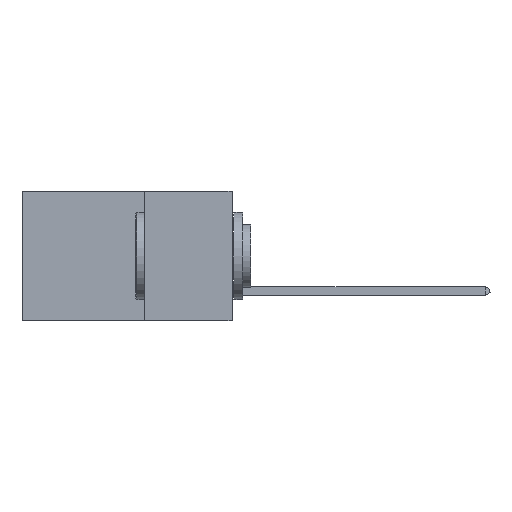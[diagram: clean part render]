
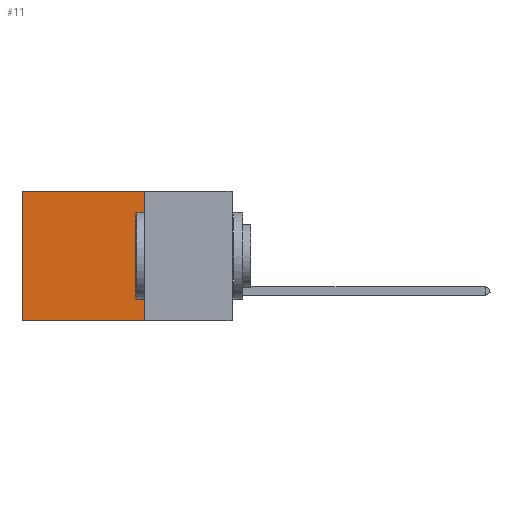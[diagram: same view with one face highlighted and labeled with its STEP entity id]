
A CAD part, left-side view. The second image highlights one B-rep face of the part: STEP entity #11.
In plain terms, the highlighted planar face has unit normal (-1, 0, 0).
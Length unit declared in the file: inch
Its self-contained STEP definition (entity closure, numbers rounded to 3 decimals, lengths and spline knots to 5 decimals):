
#11 = ADVANCED_FACE ( 'NONE', ( #20552 ), #13991, .F. ) ;
#274 = EDGE_CURVE ( 'NONE', #4793, #829, #4419, .T. ) ;
#829 = VERTEX_POINT ( 'NONE', #18841 ) ;
#1358 = EDGE_LOOP ( 'NONE', ( #7592, #19309, #7305, #8719 ) ) ;
#1851 = DIRECTION ( 'NONE',  ( 0., 1., 0. ) ) ;
#2063 = LINE ( 'NONE', #17174, #20320 ) ;
#3738 = DIRECTION ( 'NONE',  ( 0., 0., -1. ) ) ;
#4293 = VECTOR ( 'NONE', #12358, 39.37008 ) ;
#4419 = LINE ( 'NONE', #9549, #4701 ) ;
#4701 = VECTOR ( 'NONE', #16600, 39.37008 ) ;
#4743 = EDGE_CURVE ( 'NONE', #829, #5862, #2063, .T. ) ;
#4793 = VERTEX_POINT ( 'NONE', #12239 ) ;
#5766 = EDGE_CURVE ( 'NONE', #4793, #7464, #21582, .T. ) ;
#5862 = VERTEX_POINT ( 'NONE', #8939 ) ;
#6957 = AXIS2_PLACEMENT_3D ( 'NONE', #9026, #19369, #3738 ) ;
#7305 = ORIENTED_EDGE ( 'NONE', *, *, #274, .F. ) ;
#7464 = VERTEX_POINT ( 'NONE', #21090 ) ;
#7592 = ORIENTED_EDGE ( 'NONE', *, *, #18424, .T. ) ;
#8505 = CARTESIAN_POINT ( 'NONE',  ( 0.2875, 0.25, 0. ) ) ;
#8719 = ORIENTED_EDGE ( 'NONE', *, *, #5766, .T. ) ;
#8747 = VECTOR ( 'NONE', #17263, 39.37008 ) ;
#8939 = CARTESIAN_POINT ( 'NONE',  ( 0.2875, 0.6, -0.37 ) ) ;
#9026 = CARTESIAN_POINT ( 'NONE',  ( 0.2875, 0.25, 0. ) ) ;
#9549 = CARTESIAN_POINT ( 'NONE',  ( 0.2875, 0.25, 0. ) ) ;
#9719 = LINE ( 'NONE', #20865, #4293 ) ;
#12239 = CARTESIAN_POINT ( 'NONE',  ( 0.2875, 0.25, 0. ) ) ;
#12358 = DIRECTION ( 'NONE',  ( 0., 0., -1. ) ) ;
#13991 = PLANE ( 'NONE',  #6957 ) ;
#16600 = DIRECTION ( 'NONE',  ( 0., 0., -1. ) ) ;
#17174 = CARTESIAN_POINT ( 'NONE',  ( 0.2875, 0.25, -0.37 ) ) ;
#17263 = DIRECTION ( 'NONE',  ( 0., 1., 0. ) ) ;
#18424 = EDGE_CURVE ( 'NONE', #7464, #5862, #9719, .T. ) ;
#18841 = CARTESIAN_POINT ( 'NONE',  ( 0.2875, 0.25, -0.37 ) ) ;
#19309 = ORIENTED_EDGE ( 'NONE', *, *, #4743, .F. ) ;
#19369 = DIRECTION ( 'NONE',  ( 1., 0., 0. ) ) ;
#20320 = VECTOR ( 'NONE', #1851, 39.37008 ) ;
#20552 = FACE_OUTER_BOUND ( 'NONE', #1358, .T. ) ;
#20865 = CARTESIAN_POINT ( 'NONE',  ( 0.2875, 0.6, 0. ) ) ;
#21090 = CARTESIAN_POINT ( 'NONE',  ( 0.2875, 0.6, 0. ) ) ;
#21582 = LINE ( 'NONE', #8505, #8747 ) ;
